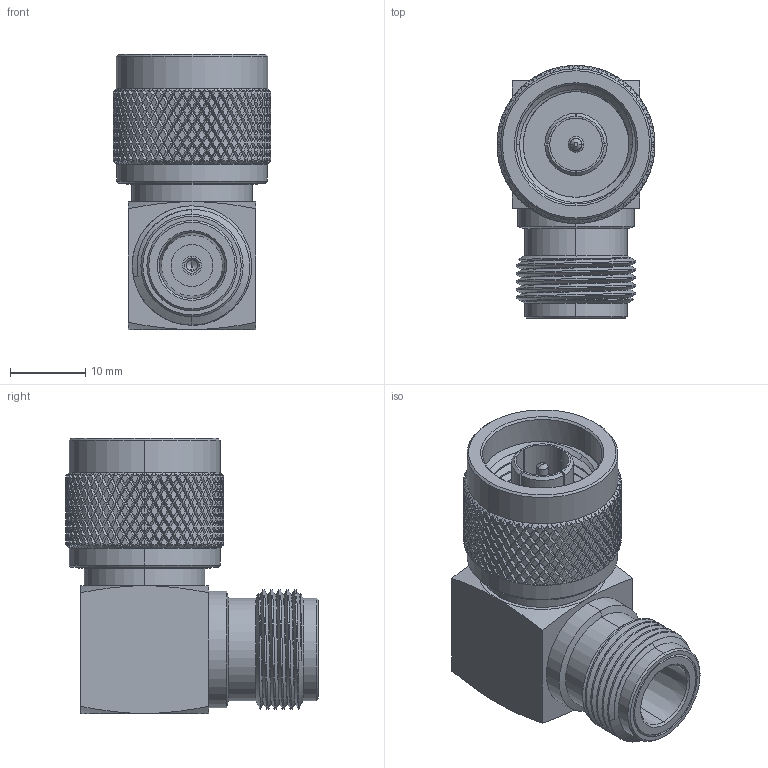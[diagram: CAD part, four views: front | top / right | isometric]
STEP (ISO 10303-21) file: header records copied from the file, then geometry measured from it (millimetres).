
FILE_DESCRIPTION (( 'STEP AP214' ), '1' );
FILE_NAME ('FMAD91797_3D.step', '2024-04-19T20:56:45', ( '' ), ( '' ), 'SwSTEP 2.0', 'SolidWorks 2022', '' );
FILE_SCHEMA (( 'AUTOMOTIVE_DESIGN' ));
Length unit declared in the file: inch
Products named in the file (1): FMAD91797_3D
Bounding box: 21 x 33.6 x 36.56 mm (x, y, z)
Volume: 11273.5 mm3; surface area: 5826.8 mm2
Topology: 1 solids, 1 shells, 2643 faces, 5584 edges, 2954 vertices
Faces by surface type: bspline 2006, cylinder 556, cone 47, plane 34
Entity records: 117675 total; most frequent: CARTESIAN_POINT 83725, ORIENTED_EDGE 11164, EDGE_CURVE 5582, VERTEX_POINT 2954, EDGE_LOOP 2656, ADVANCED_FACE 2643, FACE_OUTER_BOUND 2643, B_SPLINE_CURVE_WITH_KNOTS 2241
